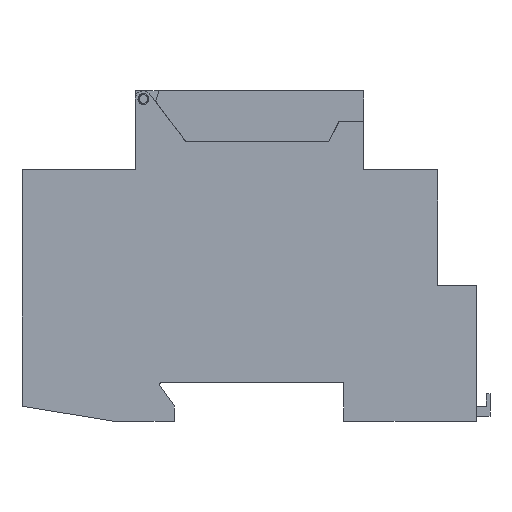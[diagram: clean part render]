
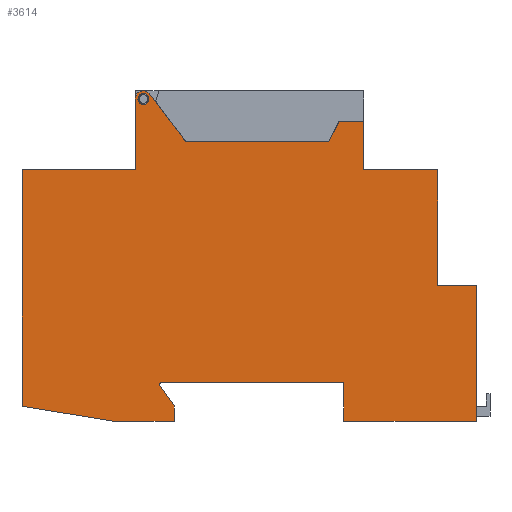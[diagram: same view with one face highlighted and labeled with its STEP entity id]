
A CAD part, left-side view. The second image highlights one B-rep face of the part: STEP entity #3614.
In plain terms, the highlighted face is planar.
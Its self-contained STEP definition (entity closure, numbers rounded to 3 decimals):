
#571=DIRECTION('',(-0.797,-0.604,0.));
#572=VECTOR('',#571,11.739);
#573=CARTESIAN_POINT('',(64.468,64.288,0.));
#574=LINE('',#573,#572);
#575=DIRECTION('',(0.,-1.,0.));
#576=VECTOR('',#575,28.12);
#577=CARTESIAN_POINT('',(55.11,57.2,0.));
#578=LINE('',#577,#576);
#579=DIRECTION('',(0.884,-0.468,0.));
#580=VECTOR('',#579,4.527);
#581=CARTESIAN_POINT('',(55.11,29.08,0.));
#582=LINE('',#581,#580);
#583=DIRECTION('',(0.,-1.,0.));
#584=VECTOR('',#583,4.76);
#585=CARTESIAN_POINT('',(59.11,26.96,0.));
#586=LINE('',#585,#584);
#587=DIRECTION('',(1.,0.,0.));
#588=VECTOR('',#587,9.56);
#589=CARTESIAN_POINT('',(49.55,22.2,0.));
#590=LINE('',#589,#588);
#591=DIRECTION('',(0.,1.,0.));
#592=VECTOR('',#591,14.6);
#593=CARTESIAN_POINT('',(49.55,7.6,0.));
#594=LINE('',#593,#592);
#595=DIRECTION('',(1.,0.,0.));
#596=VECTOR('',#595,22.85);
#597=CARTESIAN_POINT('',(26.7,7.6,0.));
#598=LINE('',#597,#596);
#599=DIRECTION('',(0.,1.,0.));
#600=VECTOR('',#599,7.6);
#601=CARTESIAN_POINT('',(26.7,0.,0.));
#602=LINE('',#601,#600);
#603=DIRECTION('',(1.,0.,0.));
#604=VECTOR('',#603,26.7);
#605=CARTESIAN_POINT('',(0.,0.,0.));
#606=LINE('',#605,#604);
#607=DIRECTION('',(0.,-1.,0.));
#608=VECTOR('',#607,26.074);
#609=CARTESIAN_POINT('',(0.,26.074,0.));
#610=LINE('',#609,#608);
#611=DIRECTION('',(-1.,0.,0.));
#612=VECTOR('',#611,7.601);
#613=CARTESIAN_POINT('',(7.601,26.074,0.));
#614=LINE('',#613,#612);
#615=DIRECTION('',(0.,-1.,0.));
#616=VECTOR('',#615,35.993);
#617=CARTESIAN_POINT('',(7.601,62.067,0.));
#618=LINE('',#617,#616);
#619=CARTESIAN_POINT('',(7.222,62.067,0.));
#620=DIRECTION('',(0.,0.,-1.));
#621=DIRECTION('',(-0.584,0.812,0.));
#622=AXIS2_PLACEMENT_3D('',#619,#620,#621);
#624=DIRECTION('',(0.812,0.584,0.));
#625=VECTOR('',#624,4.926);
#626=CARTESIAN_POINT('',(3.,59.5,0.));
#627=LINE('',#626,#625);
#628=DIRECTION('',(1.,0.,0.));
#629=VECTOR('',#628,3.);
#630=CARTESIAN_POINT('',(0.,59.5,0.));
#631=LINE('',#630,#629);
#632=DIRECTION('',(0.,-1.,0.));
#633=VECTOR('',#632,11.975);
#634=CARTESIAN_POINT('',(0.,71.475,0.));
#635=LINE('',#634,#633);
#636=DIRECTION('',(-0.161,-0.987,0.));
#637=VECTOR('',#636,18.263);
#638=CARTESIAN_POINT('',(2.94,89.5,0.));
#639=LINE('',#638,#637);
#640=DIRECTION('',(-1.,0.,0.));
#641=VECTOR('',#640,46.65);
#642=CARTESIAN_POINT('',(49.59,89.5,0.));
#643=LINE('',#642,#641);
#644=DIRECTION('',(0.,1.,0.));
#645=VECTOR('',#644,22.3);
#646=CARTESIAN_POINT('',(49.59,67.2,0.));
#647=LINE('',#646,#645);
#648=DIRECTION('',(-1.,0.,0.));
#649=VECTOR('',#648,13.9);
#650=CARTESIAN_POINT('',(63.49,67.2,0.));
#651=LINE('',#650,#649);
#652=CARTESIAN_POINT('',(63.49,65.58,0.));
#653=DIRECTION('',(0.,0.,-1.));
#654=DIRECTION('',(-1.,0.,0.));
#655=AXIS2_PLACEMENT_3D('',#652,#653,#654);
#657=CARTESIAN_POINT('',(63.49,65.58,0.));
#658=DIRECTION('',(0.,0.,-1.));
#659=DIRECTION('',(1.,0.,0.));
#660=AXIS2_PLACEMENT_3D('',#657,#658,#659);
#919=CARTESIAN_POINT('',(63.49,65.58,0.));
#920=DIRECTION('',(0.,0.,1.));
#921=DIRECTION('',(0.604,-0.797,0.));
#922=AXIS2_PLACEMENT_3D('',#919,#920,#921);
#2188=CARTESIAN_POINT('',(0.,0.,0.));
#2189=CARTESIAN_POINT('',(26.7,0.,0.));
#2190=VERTEX_POINT('',#2188);
#2191=VERTEX_POINT('',#2189);
#2192=CARTESIAN_POINT('',(26.7,7.6,0.));
#2193=VERTEX_POINT('',#2192);
#2194=CARTESIAN_POINT('',(49.55,7.6,0.));
#2195=VERTEX_POINT('',#2194);
#2196=CARTESIAN_POINT('',(49.55,22.2,0.));
#2197=VERTEX_POINT('',#2196);
#2198=CARTESIAN_POINT('',(49.59,67.2,0.));
#2199=CARTESIAN_POINT('',(49.59,89.5,0.));
#2200=VERTEX_POINT('',#2198);
#2201=VERTEX_POINT('',#2199);
#2202=CARTESIAN_POINT('',(2.94,89.5,0.));
#2203=VERTEX_POINT('',#2202);
#2204=CARTESIAN_POINT('',(0.,71.475,0.));
#2205=VERTEX_POINT('',#2204);
#2206=CARTESIAN_POINT('',(0.,59.5,0.));
#2207=VERTEX_POINT('',#2206);
#2208=CARTESIAN_POINT('',(7.601,62.067,0.));
#2209=CARTESIAN_POINT('',(7.601,26.074,0.));
#2210=VERTEX_POINT('',#2208);
#2211=VERTEX_POINT('',#2209);
#2212=CARTESIAN_POINT('',(0.,26.074,0.));
#2213=VERTEX_POINT('',#2212);
#2528=CARTESIAN_POINT('',(3.,59.5,0.));
#2529=VERTEX_POINT('',#2528);
#2530=CARTESIAN_POINT('',(7.001,62.375,0.));
#2531=VERTEX_POINT('',#2530);
#2536=CARTESIAN_POINT('',(55.11,57.2,0.));
#2537=CARTESIAN_POINT('',(55.11,29.08,0.));
#2538=VERTEX_POINT('',#2536);
#2539=VERTEX_POINT('',#2537);
#2540=CARTESIAN_POINT('',(59.11,26.96,0.));
#2541=VERTEX_POINT('',#2540);
#2542=CARTESIAN_POINT('',(59.11,22.2,0.));
#2543=VERTEX_POINT('',#2542);
#2546=CARTESIAN_POINT('',(63.49,67.2,0.));
#2547=VERTEX_POINT('',#2546);
#2550=CARTESIAN_POINT('',(64.468,64.288,0.));
#2551=VERTEX_POINT('',#2550);
#2586=CARTESIAN_POINT('',(62.425,65.58,0.));
#2588=VERTEX_POINT('',#2586);
#2590=CARTESIAN_POINT('',(64.555,65.58,0.));
#2592=VERTEX_POINT('',#2590);
#3566=CARTESIAN_POINT('',(0.,0.,0.));
#3567=DIRECTION('',(0.,0.,1.));
#3568=DIRECTION('',(1.,0.,0.));
#3569=AXIS2_PLACEMENT_3D('',#3566,#3567,#3568);
#3570=PLANE('',#3569);
#3571=ORIENTED_EDGE('',*,*,#3235,.T.);
#3572=ORIENTED_EDGE('',*,*,#3315,.T.);
#3574=ORIENTED_EDGE('',*,*,#3573,.T.);
#3575=ORIENTED_EDGE('',*,*,#3380,.T.);
#3576=ORIENTED_EDGE('',*,*,#3420,.F.);
#3577=ORIENTED_EDGE('',*,*,#3545,.F.);
#3579=ORIENTED_EDGE('',*,*,#3578,.F.);
#3581=ORIENTED_EDGE('',*,*,#3580,.F.);
#3583=ORIENTED_EDGE('',*,*,#3582,.F.);
#3585=ORIENTED_EDGE('',*,*,#3584,.F.);
#3587=ORIENTED_EDGE('',*,*,#3586,.F.);
#3589=ORIENTED_EDGE('',*,*,#3588,.F.);
#3591=ORIENTED_EDGE('',*,*,#3590,.F.);
#3593=ORIENTED_EDGE('',*,*,#3592,.F.);
#3595=ORIENTED_EDGE('',*,*,#3594,.F.);
#3597=ORIENTED_EDGE('',*,*,#3596,.F.);
#3599=ORIENTED_EDGE('',*,*,#3598,.F.);
#3601=ORIENTED_EDGE('',*,*,#3600,.F.);
#3603=ORIENTED_EDGE('',*,*,#3602,.F.);
#3605=ORIENTED_EDGE('',*,*,#3604,.F.);
#3607=ORIENTED_EDGE('',*,*,#3606,.F.);
#3608=EDGE_LOOP('',(#3571,#3572,#3574,#3575,#3576,#3577,#3579,#3581,#3583,#3585,
#3587,#3589,#3591,#3593,#3595,#3597,#3599,#3601,#3603,#3605,#3607));
#3609=FACE_OUTER_BOUND('',#3608,.F.);
#3610=ORIENTED_EDGE('',*,*,#3085,.F.);
#3611=ORIENTED_EDGE('',*,*,#3116,.F.);
#3612=EDGE_LOOP('',(#3610,#3611));
#3613=FACE_BOUND('',#3612,.F.);
#623=CIRCLE('',#622,0.379);
#656=CIRCLE('',#655,1.065);
#661=CIRCLE('',#660,1.065);
#923=CIRCLE('',#922,1.62);
#3085=EDGE_CURVE('',#2588,#2592,#656,.T.);
#3116=EDGE_CURVE('',#2592,#2588,#661,.T.);
#3235=EDGE_CURVE('',#2551,#2538,#574,.T.);
#3315=EDGE_CURVE('',#2538,#2539,#578,.T.);
#3380=EDGE_CURVE('',#2541,#2543,#586,.T.);
#3420=EDGE_CURVE('',#2197,#2543,#590,.T.);
#3545=EDGE_CURVE('',#2195,#2197,#594,.T.);
#3573=EDGE_CURVE('',#2539,#2541,#582,.T.);
#3578=EDGE_CURVE('',#2193,#2195,#598,.T.);
#3580=EDGE_CURVE('',#2191,#2193,#602,.T.);
#3582=EDGE_CURVE('',#2190,#2191,#606,.T.);
#3584=EDGE_CURVE('',#2213,#2190,#610,.T.);
#3586=EDGE_CURVE('',#2211,#2213,#614,.T.);
#3588=EDGE_CURVE('',#2210,#2211,#618,.T.);
#3590=EDGE_CURVE('',#2531,#2210,#623,.T.);
#3592=EDGE_CURVE('',#2529,#2531,#627,.T.);
#3594=EDGE_CURVE('',#2207,#2529,#631,.T.);
#3596=EDGE_CURVE('',#2205,#2207,#635,.T.);
#3598=EDGE_CURVE('',#2203,#2205,#639,.T.);
#3600=EDGE_CURVE('',#2201,#2203,#643,.T.);
#3602=EDGE_CURVE('',#2200,#2201,#647,.T.);
#3604=EDGE_CURVE('',#2547,#2200,#651,.T.);
#3606=EDGE_CURVE('',#2551,#2547,#923,.T.);
#3614=ADVANCED_FACE('',(#3609,#3613),#3570,.T.);
